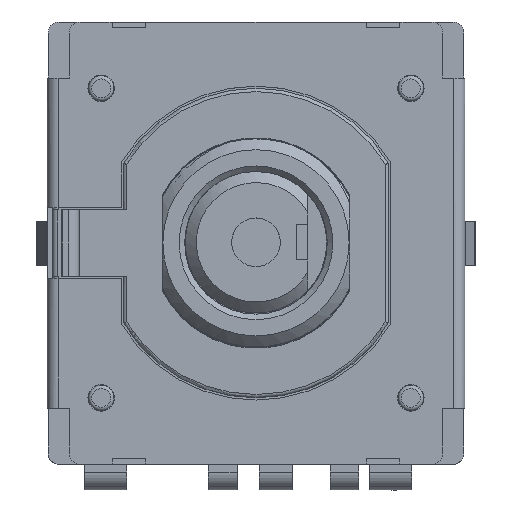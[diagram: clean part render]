
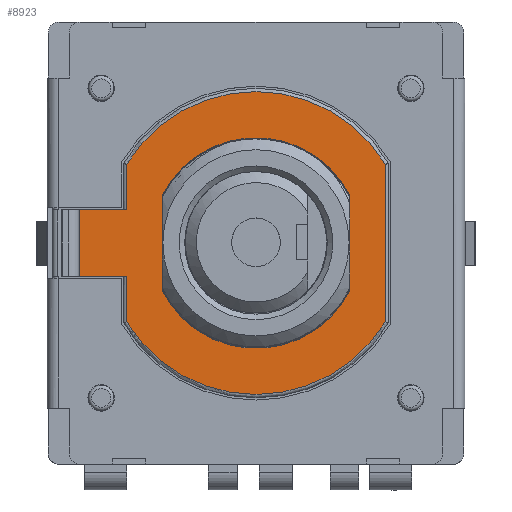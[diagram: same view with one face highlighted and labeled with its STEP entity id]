
A CAD part, top view. The second image highlights one B-rep face of the part: STEP entity #8923.
In plain terms, the highlighted planar face has unit normal (0, 0, 1).
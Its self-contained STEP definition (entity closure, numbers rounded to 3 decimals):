
#71=FACE_BOUND('',#1182,.T.);
#380=CIRCLE('',#9464,6.85);
#383=CIRCLE('',#9469,6.85);
#406=CIRCLE('',#9518,4.763);
#407=CIRCLE('',#9519,4.763);
#644=FACE_OUTER_BOUND('',#1181,.T.);
#1181=EDGE_LOOP('',(#6404,#6405,#6406,#6407,#6408,#6409,#6410,#6411));
#1182=EDGE_LOOP('',(#6412,#6413,#6414,#6415));
#1788=LINE('',#12795,#2795);
#1790=LINE('',#12833,#2797);
#1791=LINE('',#12869,#2798);
#1809=LINE('',#12915,#2816);
#1929=LINE('',#13199,#2936);
#1933=LINE('',#13206,#2940);
#1934=LINE('',#13211,#2941);
#1935=LINE('',#13214,#2942);
#2795=VECTOR('',#10436,10.);
#2797=VECTOR('',#10446,10.);
#2798=VECTOR('',#10455,10.);
#2816=VECTOR('',#10499,10.);
#2936=VECTOR('',#10683,10.);
#2940=VECTOR('',#10691,10.);
#2941=VECTOR('',#10694,10.);
#2942=VECTOR('',#10697,10.);
#3741=VERTEX_POINT('',#12792);
#3742=VERTEX_POINT('',#12794);
#3743=VERTEX_POINT('',#12811);
#3746=VERTEX_POINT('',#12832);
#3748=VERTEX_POINT('',#12851);
#3749=VERTEX_POINT('',#12868);
#3764=VERTEX_POINT('',#12914);
#3896=VERTEX_POINT('',#13198);
#3898=VERTEX_POINT('',#13207);
#3899=VERTEX_POINT('',#13208);
#3900=VERTEX_POINT('',#13210);
#3901=VERTEX_POINT('',#13212);
#4664=EDGE_CURVE('',#3741,#3742,#1788,.T.);
#4666=EDGE_CURVE('',#3742,#3743,#380,.T.);
#4670=EDGE_CURVE('',#3743,#3746,#1790,.T.);
#4673=EDGE_CURVE('',#3746,#3748,#383,.T.);
#4675=EDGE_CURVE('',#3748,#3749,#1791,.T.);
#4698=EDGE_CURVE('',#3764,#3749,#1809,.T.);
#4839=EDGE_CURVE('',#3896,#3764,#1929,.T.);
#4843=EDGE_CURVE('',#3741,#3896,#1933,.T.);
#4844=EDGE_CURVE('',#3898,#3899,#406,.T.);
#4845=EDGE_CURVE('',#3899,#3900,#1934,.T.);
#4846=EDGE_CURVE('',#3900,#3901,#407,.T.);
#4847=EDGE_CURVE('',#3901,#3898,#1935,.T.);
#6404=ORIENTED_EDGE('',*,*,#4843,.T.);
#6405=ORIENTED_EDGE('',*,*,#4839,.T.);
#6406=ORIENTED_EDGE('',*,*,#4698,.T.);
#6407=ORIENTED_EDGE('',*,*,#4675,.F.);
#6408=ORIENTED_EDGE('',*,*,#4673,.F.);
#6409=ORIENTED_EDGE('',*,*,#4670,.F.);
#6410=ORIENTED_EDGE('',*,*,#4666,.F.);
#6411=ORIENTED_EDGE('',*,*,#4664,.F.);
#6412=ORIENTED_EDGE('',*,*,#4844,.T.);
#6413=ORIENTED_EDGE('',*,*,#4845,.T.);
#6414=ORIENTED_EDGE('',*,*,#4846,.T.);
#6415=ORIENTED_EDGE('',*,*,#4847,.T.);
#8525=PLANE('',#9517);
#8923=ADVANCED_FACE('',(#644,#71),#8525,.T.);
#9464=AXIS2_PLACEMENT_3D('',#12812,#10439,#10440);
#9469=AXIS2_PLACEMENT_3D('',#12852,#10451,#10452);
#9517=AXIS2_PLACEMENT_3D('',#13205,#10689,#10690);
#9518=AXIS2_PLACEMENT_3D('',#13209,#10692,#10693);
#9519=AXIS2_PLACEMENT_3D('',#13213,#10695,#10696);
#10436=DIRECTION('',(0.,1.,0.));
#10439=DIRECTION('center_axis',(0.,0.,-1.));
#10440=DIRECTION('ref_axis',(0.,1.,0.));
#10446=DIRECTION('',(0.,-1.,0.));
#10451=DIRECTION('center_axis',(0.,0.,-1.));
#10452=DIRECTION('ref_axis',(0.,-1.,0.));
#10455=DIRECTION('',(0.,1.,0.));
#10499=DIRECTION('',(1.,0.,0.));
#10683=DIRECTION('',(0.,-1.,0.));
#10689=DIRECTION('center_axis',(0.,0.,1.));
#10690=DIRECTION('ref_axis',(1.,0.,0.));
#10691=DIRECTION('',(-1.,0.,0.));
#10692=DIRECTION('center_axis',(0.,0.,-1.));
#10693=DIRECTION('ref_axis',(-1.,0.,0.));
#10694=DIRECTION('',(0.,1.,0.));
#10695=DIRECTION('center_axis',(0.,0.,-1.));
#10696=DIRECTION('ref_axis',(-1.,0.,0.));
#10697=DIRECTION('',(0.,-1.,0.));
#12792=CARTESIAN_POINT('',(-5.85,1.5,9.22));
#12794=CARTESIAN_POINT('',(-5.85,3.564,9.22));
#12795=CARTESIAN_POINT('',(-5.85,1.803,9.22));
#12811=CARTESIAN_POINT('',(5.85,3.564,9.22));
#12812=CARTESIAN_POINT('Origin',(0.,0.,9.22));
#12832=CARTESIAN_POINT('',(5.85,-3.564,9.22));
#12833=CARTESIAN_POINT('',(5.85,-1.803,9.22));
#12851=CARTESIAN_POINT('',(-5.85,-3.564,9.22));
#12852=CARTESIAN_POINT('Origin',(0.,0.,9.22));
#12868=CARTESIAN_POINT('',(-5.85,-1.5,9.22));
#12869=CARTESIAN_POINT('',(-5.85,-0.75,9.22));
#12914=CARTESIAN_POINT('',(-8.,-1.5,9.22));
#12915=CARTESIAN_POINT('',(-5.55,-1.5,9.22));
#13198=CARTESIAN_POINT('',(-8.,1.5,9.22));
#13199=CARTESIAN_POINT('',(-8.,-0.75,9.22));
#13205=CARTESIAN_POINT('Origin',(-1.7,0.,9.22));
#13206=CARTESIAN_POINT('',(-3.85,1.5,9.22));
#13207=CARTESIAN_POINT('',(4.25,-2.149,9.22));
#13208=CARTESIAN_POINT('',(-4.25,-2.149,9.22));
#13209=CARTESIAN_POINT('Origin',(0.,0.,9.22));
#13210=CARTESIAN_POINT('',(-4.25,2.149,9.22));
#13211=CARTESIAN_POINT('',(-4.25,-2.149,9.22));
#13212=CARTESIAN_POINT('',(4.25,2.149,9.22));
#13213=CARTESIAN_POINT('Origin',(0.,0.,9.22));
#13214=CARTESIAN_POINT('',(4.25,2.149,9.22));
